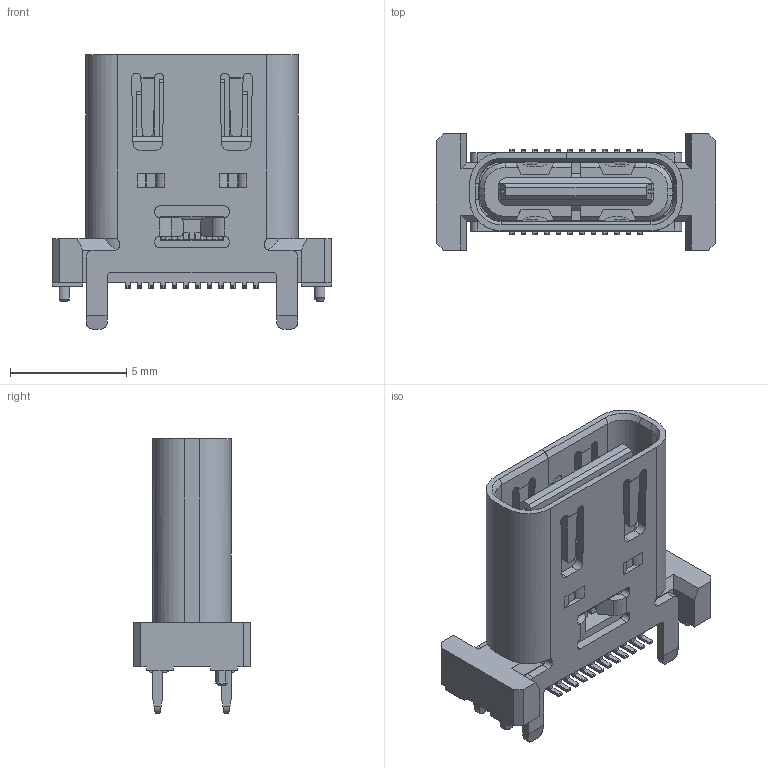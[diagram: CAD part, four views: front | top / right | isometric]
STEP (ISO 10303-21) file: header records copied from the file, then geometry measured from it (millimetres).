
FILE_DESCRIPTION(('FreeCAD Model'),'2;1');
FILE_NAME('Open CASCADE Shape Model','2024-07-24T18:52:52',('Author'),( ''),'Open CASCADE STEP processor 7.7','FreeCAD','Unknown');
FILE_SCHEMA(('AUTOMOTIVE_DESIGN { 1 0 10303 214 1 1 1 1 }'));
Length unit declared in the file: millimetre
Products named in the file (1): CUSTOMER_3D_1_1
Bounding box: 12 x 5 x 11.8 mm (x, y, z)
Volume: 213.3 mm3; surface area: 734.2 mm2
Topology: 1 solids, 6 shells, 1094 faces, 3120 edges, 2030 vertices
Faces by surface type: plane 794, cylinder 276, cone 24
Entity records: 35911 total; most frequent: CARTESIAN_POINT 7238, ORIENTED_EDGE 6236, DIRECTION 5649, EDGE_CURVE 3118, LINE 2419, VECTOR 2419, VERTEX_POINT 2030, AXIS2_PLACEMENT_3D 1615
